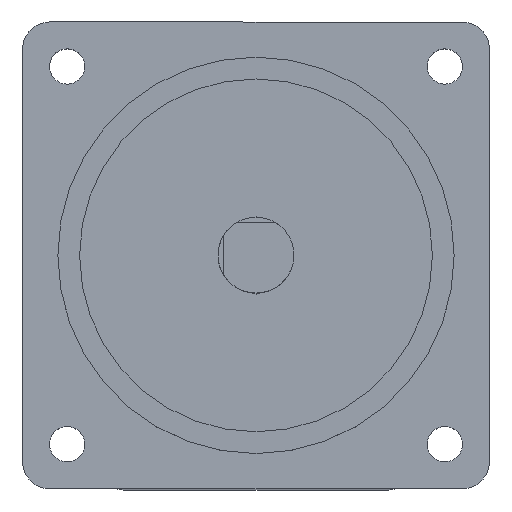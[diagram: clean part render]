
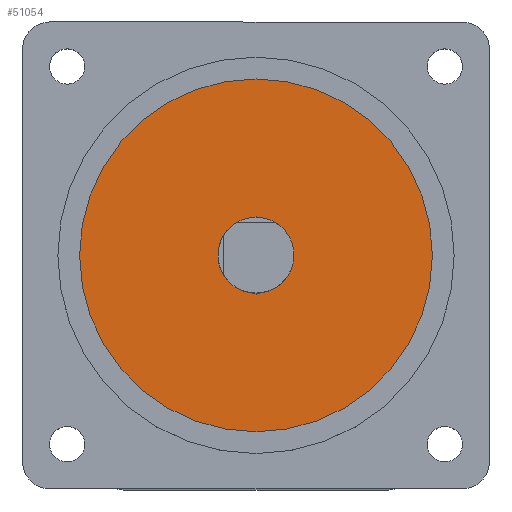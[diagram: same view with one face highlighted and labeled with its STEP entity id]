
A CAD part, top view. The second image highlights one B-rep face of the part: STEP entity #51054.
In plain terms, the highlighted planar face has unit normal (0, 0, 1).
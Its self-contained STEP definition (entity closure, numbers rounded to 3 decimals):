
#1579 = EDGE_LOOP ( 'NONE', ( #50437, #57670 ) ) ;
#4031 = VERTEX_POINT ( 'NONE', #35887 ) ;
#4840 = AXIS2_PLACEMENT_3D ( 'NONE', #42782, #15911, #47287 ) ;
#6818 = DIRECTION ( 'NONE',  ( 1., 0., 0. ) ) ;
#8185 = EDGE_LOOP ( 'NONE', ( #48378, #48515 ) ) ;
#11693 = EDGE_CURVE ( 'NONE', #38720, #4031, #18432, .T. ) ;
#15911 = DIRECTION ( 'NONE',  ( 0., 0., 1. ) ) ;
#17502 = DIRECTION ( 'NONE',  ( 0., 0., 1. ) ) ;
#18432 = CIRCLE ( 'NONE', #4840, 32.5 ) ;
#19125 = VERTEX_POINT ( 'NONE', #26401 ) ;
#21148 = CIRCLE ( 'NONE', #34563, 32.5 ) ;
#21538 = CIRCLE ( 'NONE', #56700, 0.5 ) ;
#22607 = CARTESIAN_POINT ( 'NONE',  ( -1.573, -0.28, 43.631 ) ) ;
#24605 = AXIS2_PLACEMENT_3D ( 'NONE', #44371, #17502, #48865 ) ;
#24688 = DIRECTION ( 'NONE',  ( 0., 0., 1. ) ) ;
#25009 = EDGE_CURVE ( 'NONE', #25105, #19125, #55509, .T. ) ;
#25105 = VERTEX_POINT ( 'NONE', #22607 ) ;
#26138 = DIRECTION ( 'NONE',  ( 0., 0., 1. ) ) ;
#26401 = CARTESIAN_POINT ( 'NONE',  ( -0.573, -0.28, 43.631 ) ) ;
#26932 = EDGE_CURVE ( 'NONE', #19125, #25105, #21538, .T. ) ;
#29224 = PLANE ( 'NONE',  #30093 ) ;
#30093 = AXIS2_PLACEMENT_3D ( 'NONE', #42524, #33745, #6818 ) ;
#33745 = DIRECTION ( 'NONE',  ( 0., 0., 1. ) ) ;
#34563 = AXIS2_PLACEMENT_3D ( 'NONE', #52991, #26138, #57525 ) ;
#35887 = CARTESIAN_POINT ( 'NONE',  ( 31.427, -0.28, 43.631 ) ) ;
#38720 = VERTEX_POINT ( 'NONE', #42033 ) ;
#42033 = CARTESIAN_POINT ( 'NONE',  ( -33.573, -0.28, 43.631 ) ) ;
#42524 = CARTESIAN_POINT ( 'NONE',  ( -1.073, -0.28, 43.631 ) ) ;
#42782 = CARTESIAN_POINT ( 'NONE',  ( -1.073, -0.28, 43.631 ) ) ;
#44371 = CARTESIAN_POINT ( 'NONE',  ( -1.073, -0.28, 43.631 ) ) ;
#46352 = FACE_OUTER_BOUND ( 'NONE', #8185, .T. ) ;
#47287 = DIRECTION ( 'NONE',  ( 1., 0., 0. ) ) ;
#48378 = ORIENTED_EDGE ( 'NONE', *, *, #50661, .T. ) ;
#48515 = ORIENTED_EDGE ( 'NONE', *, *, #11693, .T. ) ;
#48865 = DIRECTION ( 'NONE',  ( 1., 0., 0. ) ) ;
#50437 = ORIENTED_EDGE ( 'NONE', *, *, #26932, .F. ) ;
#50661 = EDGE_CURVE ( 'NONE', #4031, #38720, #21148, .T. ) ;
#51054 = ADVANCED_FACE ( 'NONE', ( #56920, #46352 ), #29224, .T. ) ;
#51543 = CARTESIAN_POINT ( 'NONE',  ( -1.073, -0.28, 43.631 ) ) ;
#52991 = CARTESIAN_POINT ( 'NONE',  ( -1.073, -0.28, 43.631 ) ) ;
#55509 = CIRCLE ( 'NONE', #24605, 0.5 ) ;
#56099 = DIRECTION ( 'NONE',  ( 1., 0., 0. ) ) ;
#56700 = AXIS2_PLACEMENT_3D ( 'NONE', #51543, #24688, #56099 ) ;
#56920 = FACE_BOUND ( 'NONE', #1579, .T. ) ;
#57525 = DIRECTION ( 'NONE',  ( 1., 0., 0. ) ) ;
#57670 = ORIENTED_EDGE ( 'NONE', *, *, #25009, .F. ) ;
